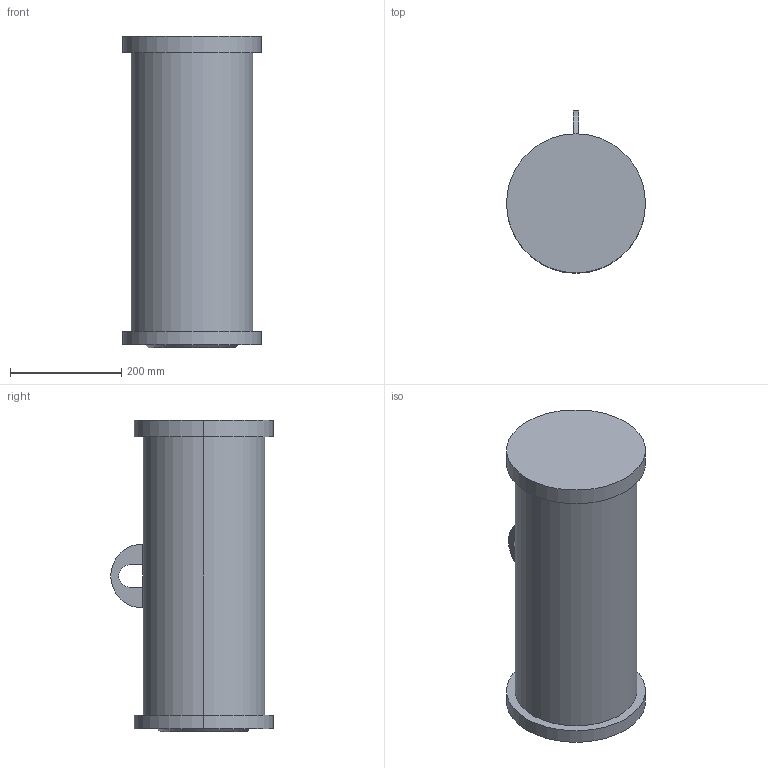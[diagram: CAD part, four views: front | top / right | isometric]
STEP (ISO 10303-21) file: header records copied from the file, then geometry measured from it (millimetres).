
FILE_DESCRIPTION (( 'STEP AP214' ), '1' );
FILE_NAME ('DN125-TAIL-PIPE.STEP', '2021-03-31T08:21:11', ( '' ), ( '' ), 'SwSTEP 2.0', 'SolidWorks 2017', '' );
FILE_SCHEMA (( 'AUTOMOTIVE_DESIGN' ));
Length unit declared in the file: millimetre
Products named in the file (1): DN125-TAIL-PIPE
Bounding box: 250 x 292.05 x 560 mm (x, y, z)
Volume: 21688590.3 mm3; surface area: 520323.3 mm2
Topology: 1 solids, 9 shells, 43 faces, 90 edges, 52 vertices
Faces by surface type: cone 18, plane 17, cylinder 8
Entity records: 1327 total; most frequent: DIRECTION 198, CARTESIAN_POINT 176, ORIENTED_EDGE 148, AXIS2_PLACEMENT_3D 82, EDGE_CURVE 74, VERTEX_POINT 52, EDGE_LOOP 48, FACE_OUTER_BOUND 43
